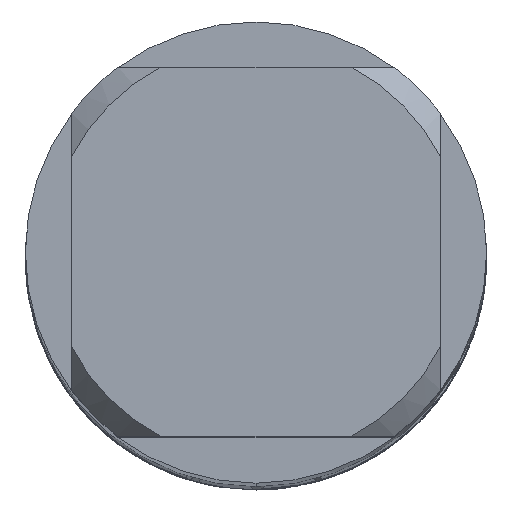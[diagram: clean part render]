
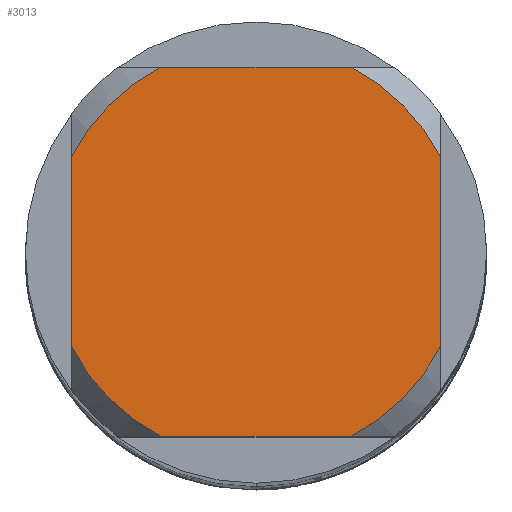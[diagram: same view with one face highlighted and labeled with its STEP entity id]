
A CAD part, top view. The second image highlights one B-rep face of the part: STEP entity #3013.
In plain terms, the highlighted planar face has unit normal (0, 0, 1).
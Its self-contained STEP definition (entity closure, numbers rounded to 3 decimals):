
#1529=EDGE_CURVE('',#1919,#2875,#4303,.T.);
#1639=EDGE_CURVE('',#3497,#3871,#4422,.T.);
#1705=VERTEX_POINT('',#4492);
#1919=VERTEX_POINT('',#4720);
#2045=EDGE_CURVE('',#3531,#4097,#4860,.T.);
#2205=EDGE_CURVE('',#3433,#4097,#5033,.T.);
#2249=EDGE_CURVE('',#3433,#3871,#5082,.T.);
#2267=EDGE_CURVE('',#1919,#1705,#5102,.T.);
#2627=EDGE_CURVE('',#3531,#1705,#5496,.T.);
#2875=VERTEX_POINT('',#5770);
#3013=ADVANCED_FACE('',(#5913),#5914,.T.);
#3433=VERTEX_POINT('',#6373);
#3497=VERTEX_POINT('',#6445);
#3531=VERTEX_POINT('',#6485);
#3543=EDGE_CURVE('',#3497,#2875,#6498,.T.);
#3871=VERTEX_POINT('',#6858);
#4097=VERTEX_POINT('',#7102);
#4303=LINE('',#7441,#7442);
#4422=LINE('',#7758,#7759);
#4492=CARTESIAN_POINT('',(-4.0,-2.062,0.0));
#4720=CARTESIAN_POINT('',(-2.062,-4.0,0.0));
#4860=CIRCLE('',#9017,4.5);
#5033=LINE('',#9468,#9469);
#5082=CIRCLE('',#9999,4.5);
#5102=CIRCLE('',#10043,4.5);
#5496=LINE('',#11126,#11127);
#5770=CARTESIAN_POINT('',(2.062,-4.0,0.0));
#5913=FACE_OUTER_BOUND('',#12216,.T.);
#5914=PLANE('',#12217);
#6373=CARTESIAN_POINT('',(2.062,4.0,0.0));
#6445=CARTESIAN_POINT('',(4.0,-2.062,0.0));
#6485=CARTESIAN_POINT('',(-4.0,2.062,0.0));
#6498=CIRCLE('',#13712,4.5);
#6858=CARTESIAN_POINT('',(4.0,2.062,0.0));
#7102=CARTESIAN_POINT('',(-2.062,4.0,0.0));
#7441=CARTESIAN_POINT('',(0.0,-4.0,0.0));
#7442=VECTOR('',#15639,1.0);
#7758=CARTESIAN_POINT('',(4.0,1.125,0.0));
#7759=VECTOR('',#15759,1.0);
#9017=AXIS2_PLACEMENT_3D('',#16170,#16171,#16172);
#9468=CARTESIAN_POINT('',(0.0,4.0,0.0));
#9469=VECTOR('',#16343,1.0);
#9999=AXIS2_PLACEMENT_3D('',#16474,#16475,#16476);
#10043=AXIS2_PLACEMENT_3D('',#16502,#16503,#16504);
#11126=CARTESIAN_POINT('',(-4.0,1.125,0.0));
#11127=VECTOR('',#16893,1.0);
#12216=EDGE_LOOP('',(#17277,#17278,#17279,#17280,#17281,#17282,#17283,#17284));
#12217=AXIS2_PLACEMENT_3D('',#17285,#17286,#17287);
#13712=AXIS2_PLACEMENT_3D('',#18006,#18007,#18008);
#15639=DIRECTION('',(1.0,0.0,0.0));
#15759=DIRECTION('',(-0.0,1.0,0.0));
#16170=CARTESIAN_POINT('',(0.0,0.0,0.0));
#16171=DIRECTION('',(0.0,0.0,-1.0));
#16172=DIRECTION('',(0.0,1.0,0.0));
#16343=DIRECTION('',(-1.0,0.0,0.0));
#16474=CARTESIAN_POINT('',(0.0,0.0,0.0));
#16475=DIRECTION('',(0.0,0.0,-1.0));
#16476=DIRECTION('',(0.0,1.0,0.0));
#16502=CARTESIAN_POINT('',(0.0,0.0,0.0));
#16503=DIRECTION('',(0.0,0.0,-1.0));
#16504=DIRECTION('',(0.0,1.0,0.0));
#16893=DIRECTION('',(-0.0,-1.0,0.0));
#17277=ORIENTED_EDGE('',*,*,#2627,.T.);
#17278=ORIENTED_EDGE('',*,*,#2267,.F.);
#17279=ORIENTED_EDGE('',*,*,#1529,.T.);
#17280=ORIENTED_EDGE('',*,*,#3543,.F.);
#17281=ORIENTED_EDGE('',*,*,#1639,.T.);
#17282=ORIENTED_EDGE('',*,*,#2249,.F.);
#17283=ORIENTED_EDGE('',*,*,#2205,.T.);
#17284=ORIENTED_EDGE('',*,*,#2045,.F.);
#17285=CARTESIAN_POINT('',(0.0,2.25,0.0));
#17286=DIRECTION('',(-0.0,0.0,1.0));
#17287=DIRECTION('',(0.0,-1.0,0.0));
#18006=CARTESIAN_POINT('',(0.0,0.0,0.0));
#18007=DIRECTION('',(0.0,0.0,-1.0));
#18008=DIRECTION('',(0.0,1.0,0.0));
